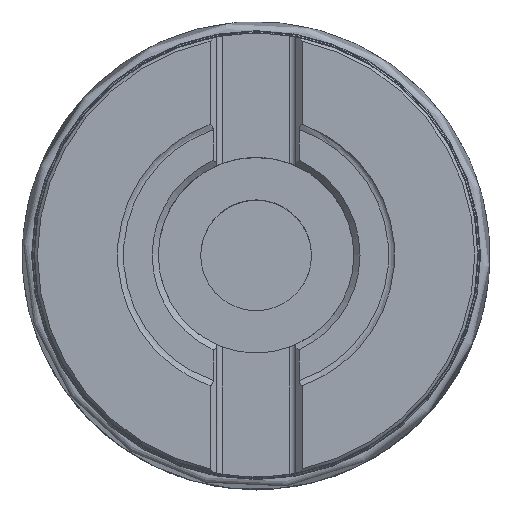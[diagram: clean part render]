
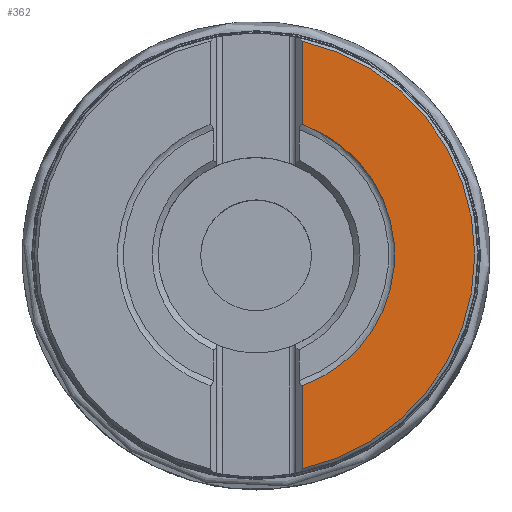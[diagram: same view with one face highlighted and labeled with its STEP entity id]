
A CAD part, top view. The second image highlights one B-rep face of the part: STEP entity #362.
In plain terms, the highlighted planar face has unit normal (0, 0, 1).
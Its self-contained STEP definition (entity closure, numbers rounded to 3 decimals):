
#162=FACE_OUTER_BOUND('',#557,.T.);
#207=LINE('',#2489,#235);
#208=LINE('',#2493,#236);
#235=VECTOR('',#1801,1.);
#236=VECTOR('',#1804,1.);
#264=PLANE('',#1556);
#362=ADVANCED_FACE('',(#162),#264,.T.);
#557=EDGE_LOOP('',(#677,#678,#679,#680));
#677=ORIENTED_EDGE('',*,*,#987,.T.);
#678=ORIENTED_EDGE('',*,*,#988,.T.);
#679=ORIENTED_EDGE('',*,*,#989,.F.);
#680=ORIENTED_EDGE('',*,*,#990,.T.);
#901=VERTEX_POINT('',#2487);
#902=VERTEX_POINT('',#2488);
#903=VERTEX_POINT('',#2490);
#904=VERTEX_POINT('',#2492);
#987=EDGE_CURVE('',#901,#902,#1083,.T.);
#988=EDGE_CURVE('',#902,#903,#207,.T.);
#989=EDGE_CURVE('',#904,#903,#1084,.T.);
#990=EDGE_CURVE('',#904,#901,#208,.T.);
#1083=CIRCLE('',#1554,35.5);
#1084=CIRCLE('',#1555,22.5);
#1554=AXIS2_PLACEMENT_3D('',#2486,#1799,#1800);
#1555=AXIS2_PLACEMENT_3D('',#2491,#1802,#1803);
#1556=AXIS2_PLACEMENT_3D('',#2494,#1805,#1806);
#1799=DIRECTION('',(0.,0.,1.));
#1800=DIRECTION('',(-1.,0.,0.));
#1801=DIRECTION('',(0.,-1.,0.));
#1802=DIRECTION('',(0.,0.,1.));
#1803=DIRECTION('',(-1.,0.,0.));
#1804=DIRECTION('',(0.,-1.,0.));
#1805=DIRECTION('',(0.,0.,1.));
#1806=DIRECTION('',(1.,0.,0.));
#2486=CARTESIAN_POINT('',(0.,0.,0.));
#2487=CARTESIAN_POINT('',(7.478,-34.704,0.));
#2488=CARTESIAN_POINT('',(7.478,34.704,0.));
#2489=CARTESIAN_POINT('',(7.478,53.138,0.));
#2490=CARTESIAN_POINT('',(7.478,21.221,0.));
#2491=CARTESIAN_POINT('',(0.,0.,0.));
#2492=CARTESIAN_POINT('',(7.478,-21.221,0.));
#2493=CARTESIAN_POINT('',(7.478,53.138,0.));
#2494=CARTESIAN_POINT('',(0.,0.,0.));
